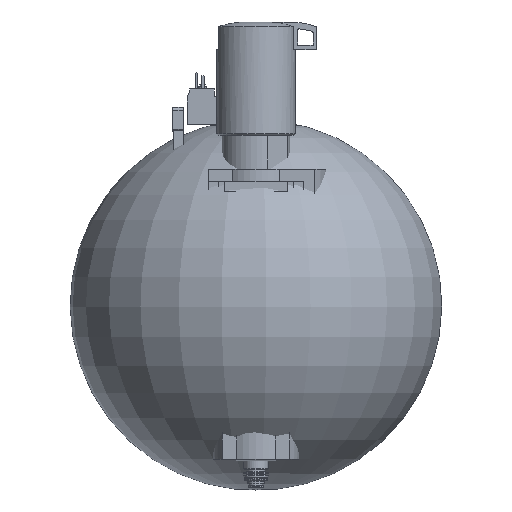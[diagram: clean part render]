
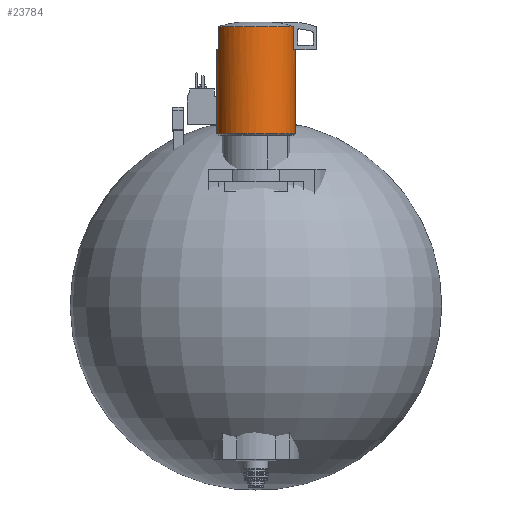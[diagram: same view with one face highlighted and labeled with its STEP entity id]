
A CAD part, top view. The second image highlights one B-rep face of the part: STEP entity #23784.
In plain terms, the highlighted cylindrical face has radius 25.5 mm (diameter 51 mm), a full revolution.
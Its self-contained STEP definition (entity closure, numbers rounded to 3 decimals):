
#1387=LINE('',#32511,#3247);
#1388=LINE('',#32515,#3248);
#1389=LINE('',#32516,#3249);
#1390=LINE('',#32524,#3250);
#3247=VECTOR('',#27216,1000.);
#3248=VECTOR('',#27219,1000.);
#3249=VECTOR('',#27220,1000.);
#3250=VECTOR('',#27227,1000.);
#4700=CIRCLE('',#24751,25.5);
#4723=CIRCLE('',#24898,25.5);
#4724=CIRCLE('',#24900,25.5);
#4725=CIRCLE('',#24901,25.5);
#4726=CIRCLE('',#24902,25.5);
#4727=CIRCLE('',#24903,25.5);
#4728=CIRCLE('',#24904,25.5);
#6169=ORIENTED_EDGE('',*,*,#10812,.F.);
#6170=ORIENTED_EDGE('',*,*,#10810,.T.);
#6171=ORIENTED_EDGE('',*,*,#10813,.T.);
#6172=ORIENTED_EDGE('',*,*,#10814,.F.);
#6173=ORIENTED_EDGE('',*,*,#10815,.F.);
#6174=ORIENTED_EDGE('',*,*,#10539,.T.);
#6175=ORIENTED_EDGE('',*,*,#10816,.F.);
#6176=ORIENTED_EDGE('',*,*,#10817,.F.);
#6177=ORIENTED_EDGE('',*,*,#10818,.F.);
#6178=ORIENTED_EDGE('',*,*,#10819,.F.);
#6179=ORIENTED_EDGE('',*,*,#10820,.T.);
#10539=EDGE_CURVE('',#13013,#13012,#4700,.T.);
#10810=EDGE_CURVE('',#13183,#13182,#4723,.T.);
#10812=EDGE_CURVE('',#13184,#13184,#4724,.T.);
#10813=EDGE_CURVE('',#13182,#13185,#1387,.T.);
#10814=EDGE_CURVE('',#13186,#13185,#4725,.T.);
#10815=EDGE_CURVE('',#13013,#13186,#1388,.T.);
#10816=EDGE_CURVE('',#13187,#13012,#1389,.F.);
#10817=EDGE_CURVE('',#13188,#13187,#4726,.T.);
#10818=EDGE_CURVE('',#13189,#13188,#4727,.T.);
#10819=EDGE_CURVE('',#13190,#13189,#4728,.T.);
#10820=EDGE_CURVE('',#13190,#13183,#1390,.F.);
#13012=VERTEX_POINT('',#31943);
#13013=VERTEX_POINT('',#31945);
#13182=VERTEX_POINT('',#32500);
#13183=VERTEX_POINT('',#32502);
#13184=VERTEX_POINT('',#32510);
#13185=VERTEX_POINT('',#32512);
#13186=VERTEX_POINT('',#32514);
#13187=VERTEX_POINT('',#32517);
#13188=VERTEX_POINT('',#32519);
#13189=VERTEX_POINT('',#32521);
#13190=VERTEX_POINT('',#32523);
#14791=EDGE_LOOP('',(#6169));
#14792=EDGE_LOOP('',(#6170,#6171,#6172,#6173,#6174,#6175,#6176,#6177,#6178,
#6179));
#15990=FACE_BOUND('',#14791,.T.);
#15991=FACE_BOUND('',#14792,.T.);
#17029=CYLINDRICAL_SURFACE('',#24899,25.5);
#23784=ADVANCED_FACE('',(#15990,#15991),#17029,.T.);
#24751=AXIS2_PLACEMENT_3D('',#31944,#26686,#26687);
#24898=AXIS2_PLACEMENT_3D('',#32501,#27210,#27211);
#24899=AXIS2_PLACEMENT_3D('',#32508,#27212,#27213);
#24900=AXIS2_PLACEMENT_3D('',#32509,#27214,#27215);
#24901=AXIS2_PLACEMENT_3D('',#32513,#27217,#27218);
#24902=AXIS2_PLACEMENT_3D('',#32518,#27221,#27222);
#24903=AXIS2_PLACEMENT_3D('',#32520,#27223,#27224);
#24904=AXIS2_PLACEMENT_3D('',#32522,#27225,#27226);
#26686=DIRECTION('',(0.,-1.,0.));
#26687=DIRECTION('',(0.,0.,-1.));
#27210=DIRECTION('',(0.,-1.,0.));
#27211=DIRECTION('',(0.,0.,-1.));
#27212=DIRECTION('',(0.,-1.,0.));
#27213=DIRECTION('',(0.,0.,-1.));
#27214=DIRECTION('',(0.,-1.,0.));
#27215=DIRECTION('',(0.,0.,-1.));
#27216=DIRECTION('',(0.,-1.,0.));
#27217=DIRECTION('',(0.,1.,0.));
#27218=DIRECTION('',(0.,0.,1.));
#27219=DIRECTION('',(0.,-1.,0.));
#27220=DIRECTION('',(0.,-1.,0.));
#27221=DIRECTION('',(0.,1.,0.));
#27222=DIRECTION('',(0.,0.,1.));
#27223=DIRECTION('',(0.,1.,0.));
#27224=DIRECTION('',(0.,0.,1.));
#27225=DIRECTION('',(0.,1.,0.));
#27226=DIRECTION('',(0.,0.,1.));
#27227=DIRECTION('',(0.,-1.,0.));
#31943=CARTESIAN_POINT('',(24.372,131.5,-7.5));
#31944=CARTESIAN_POINT('',(0.,131.5,0.));
#31945=CARTESIAN_POINT('',(-24.372,131.5,-7.5));
#32500=CARTESIAN_POINT('',(-24.372,131.5,7.5));
#32501=CARTESIAN_POINT('',(0.,131.5,0.));
#32502=CARTESIAN_POINT('',(24.372,131.5,7.5));
#32508=CARTESIAN_POINT('',(0.,39.,0.));
#32509=CARTESIAN_POINT('',(0.,62.,0.));
#32510=CARTESIAN_POINT('',(0.,62.,-25.5));
#32511=CARTESIAN_POINT('',(-24.372,39.,7.5));
#32512=CARTESIAN_POINT('',(-24.372,116.5,7.5));
#32513=CARTESIAN_POINT('',(0.,116.5,0.));
#32514=CARTESIAN_POINT('',(-24.372,116.5,-7.5));
#32515=CARTESIAN_POINT('',(-24.372,39.,-7.5));
#32516=CARTESIAN_POINT('',(24.372,39.,-7.5));
#32517=CARTESIAN_POINT('',(24.372,116.5,-7.5));
#32518=CARTESIAN_POINT('',(0.,116.5,0.));
#32519=CARTESIAN_POINT('',(24.52,116.5,-7.));
#32520=CARTESIAN_POINT('',(0.,116.5,0.));
#32521=CARTESIAN_POINT('',(24.52,116.5,7.));
#32522=CARTESIAN_POINT('',(0.,116.5,0.));
#32523=CARTESIAN_POINT('',(24.372,116.5,7.5));
#32524=CARTESIAN_POINT('',(24.372,39.,7.5));
